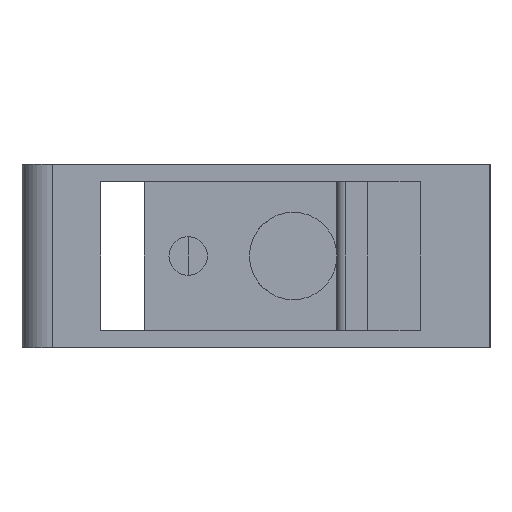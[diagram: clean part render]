
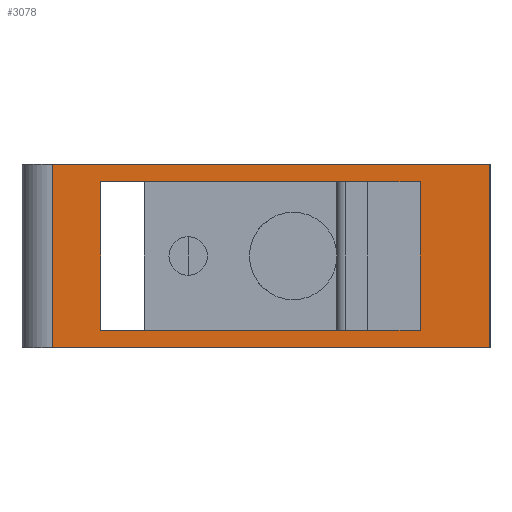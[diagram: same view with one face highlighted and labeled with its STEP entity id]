
A CAD part, left-side view. The second image highlights one B-rep face of the part: STEP entity #3078.
In plain terms, the highlighted planar face has unit normal (-1, 0, 0).
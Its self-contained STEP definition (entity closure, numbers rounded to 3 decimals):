
#24=DIRECTION('',(0.,-1.,0.));
#25=VECTOR('',#24,50.);
#26=CARTESIAN_POINT('',(-38.995,22.5,-10.5));
#27=LINE('',#26,#25);
#229=DIRECTION('',(0.,1.,0.));
#230=VECTOR('',#229,36.5);
#231=CARTESIAN_POINT('',(-38.995,-19.5,-8.5));
#232=LINE('',#231,#230);
#818=DIRECTION('',(0.,0.,-1.));
#819=VECTOR('',#818,17.);
#820=CARTESIAN_POINT('',(-38.995,-19.5,8.5));
#821=LINE('',#820,#819);
#826=DIRECTION('',(0.,0.,-1.));
#827=VECTOR('',#826,21.);
#828=CARTESIAN_POINT('',(-38.995,-27.5,10.5));
#829=LINE('',#828,#827);
#830=DIRECTION('',(0.,1.,0.));
#831=VECTOR('',#830,36.5);
#832=CARTESIAN_POINT('',(-38.995,-19.5,8.5));
#833=LINE('',#832,#831);
#834=DIRECTION('',(0.,0.,-1.));
#835=VECTOR('',#834,17.);
#836=CARTESIAN_POINT('',(-38.995,17.,8.5));
#837=LINE('',#836,#835);
#842=DIRECTION('',(0.,0.,-1.));
#843=VECTOR('',#842,21.);
#844=CARTESIAN_POINT('',(-38.995,22.5,10.5));
#845=LINE('',#844,#843);
#897=DIRECTION('',(0.,1.,0.));
#898=VECTOR('',#897,50.);
#899=CARTESIAN_POINT('',(-38.995,-27.5,10.5));
#900=LINE('',#899,#898);
#1709=CARTESIAN_POINT('',(-38.995,22.5,-10.5));
#1710=VERTEX_POINT('',#1709);
#1711=CARTESIAN_POINT('',(-38.995,-27.5,-10.5));
#1712=VERTEX_POINT('',#1711);
#1812=CARTESIAN_POINT('',(-38.995,17.,-8.5));
#1814=VERTEX_POINT('',#1812);
#1871=CARTESIAN_POINT('',(-38.995,-19.5,-8.5));
#1872=VERTEX_POINT('',#1871);
#1873=CARTESIAN_POINT('',(-38.995,17.,8.5));
#1874=VERTEX_POINT('',#1873);
#1877=CARTESIAN_POINT('',(-38.995,22.5,10.5));
#1878=VERTEX_POINT('',#1877);
#1879=CARTESIAN_POINT('',(-38.995,-27.5,10.5));
#1880=VERTEX_POINT('',#1879);
#1881=CARTESIAN_POINT('',(-38.995,-19.5,8.5));
#1882=VERTEX_POINT('',#1881);
#3057=CARTESIAN_POINT('',(-38.995,17.,-10.5));
#3058=DIRECTION('',(-1.,0.,0.));
#3059=DIRECTION('',(0.,-1.,0.));
#3060=AXIS2_PLACEMENT_3D('',#3057,#3058,#3059);
#3061=PLANE('',#3060);
#3063=ORIENTED_EDGE('',*,*,#3062,.F.);
#3065=ORIENTED_EDGE('',*,*,#3064,.F.);
#3067=ORIENTED_EDGE('',*,*,#3066,.T.);
#3068=ORIENTED_EDGE('',*,*,#2196,.F.);
#3069=EDGE_LOOP('',(#3063,#3065,#3067,#3068));
#3070=FACE_OUTER_BOUND('',#3069,.F.);
#3071=ORIENTED_EDGE('',*,*,#2719,.T.);
#3073=ORIENTED_EDGE('',*,*,#3072,.T.);
#3074=ORIENTED_EDGE('',*,*,#2384,.F.);
#3075=ORIENTED_EDGE('',*,*,#3049,.F.);
#3076=EDGE_LOOP('',(#3071,#3073,#3074,#3075));
#3077=FACE_BOUND('',#3076,.F.);
#3078=ADVANCED_FACE('',(#3070,#3077),#3061,.T.);
#2196=EDGE_CURVE('',#1710,#1712,#27,.T.);
#2384=EDGE_CURVE('',#1872,#1814,#232,.T.);
#2719=EDGE_CURVE('',#1882,#1874,#833,.T.);
#3049=EDGE_CURVE('',#1882,#1872,#821,.T.);
#3062=EDGE_CURVE('',#1878,#1710,#845,.T.);
#3064=EDGE_CURVE('',#1880,#1878,#900,.T.);
#3066=EDGE_CURVE('',#1880,#1712,#829,.T.);
#3072=EDGE_CURVE('',#1874,#1814,#837,.T.);
